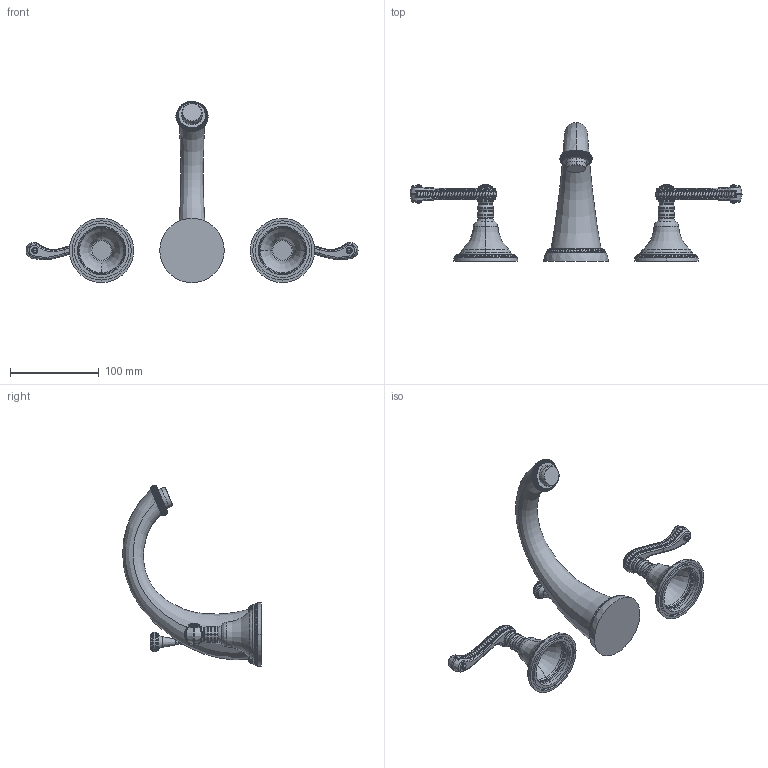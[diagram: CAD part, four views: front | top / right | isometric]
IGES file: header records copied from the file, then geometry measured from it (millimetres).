
Start section:  PTC IGES file: 1020.igs
Global section: file name: 1020.igs; native system: Creo Parametric by PTC Inc.; preprocessor: 2018400; author: jinson.thomas; organization: Unknown; date: 20201125.121000; units: inch
Bounding box: 373.22 x 155.97 x 203.87 mm (x, y, z)
Volume: 383967.3 mm3; surface area: 87714.3 mm2
Topology: 3 solids, 3 shells, 1976 faces, 5439 edges, 3594 vertices
Faces by surface type: revolution 1308, bspline 465, extrusion 203
